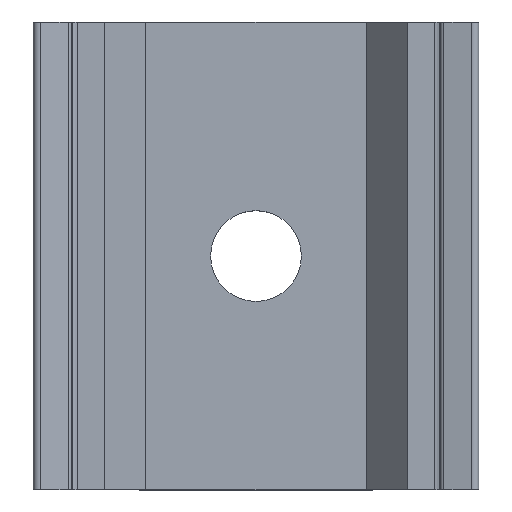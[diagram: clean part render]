
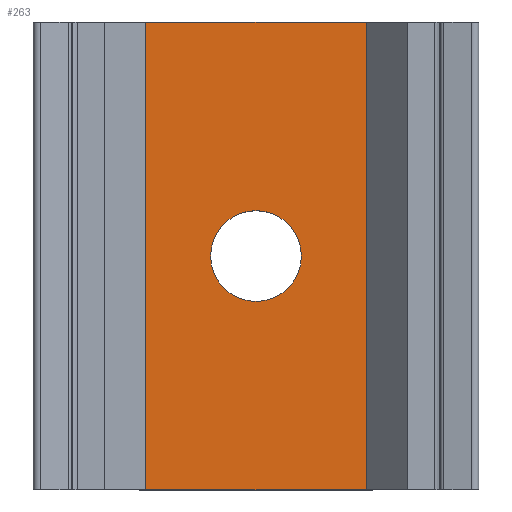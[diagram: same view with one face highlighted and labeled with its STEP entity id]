
A CAD part, top view. The second image highlights one B-rep face of the part: STEP entity #263.
In plain terms, the highlighted planar face has unit normal (0, 0, 1).
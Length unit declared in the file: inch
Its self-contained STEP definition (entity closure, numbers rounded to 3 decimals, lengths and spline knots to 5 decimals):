
#1 = CARTESIAN_POINT ( 'NONE',  ( -0.64, -1.05911, -0.03622 ) ) ;
#31 = EDGE_CURVE ( 'NONE', #1221, #1301, #973, .T. ) ;
#55 = CARTESIAN_POINT ( 'NONE',  ( -0.64, -0.38982, -0.03622 ) ) ;
#61 = AXIS2_PLACEMENT_3D ( 'NONE', #942, #340, #746 ) ;
#77 = EDGE_LOOP ( 'NONE', ( #695, #657 ) ) ;
#165 = CARTESIAN_POINT ( 'NONE',  ( -0.64, 0.27948, -0.03622 ) ) ;
#225 = VECTOR ( 'NONE', #792, 39.37008 ) ;
#257 = DIRECTION ( 'NONE',  ( 0., 0., 1. ) ) ;
#263 = ADVANCED_FACE ( 'NONE', ( #846, #1242 ), #350, .T. ) ;
#267 = EDGE_CURVE ( 'NONE', #832, #674, #1238, .T. ) ;
#297 = LINE ( 'NONE', #1, #1074 ) ;
#306 = VERTEX_POINT ( 'NONE', #629 ) ;
#329 = ORIENTED_EDGE ( 'NONE', *, *, #828, .T. ) ;
#340 = DIRECTION ( 'NONE',  ( 0., 0., 1. ) ) ;
#350 = PLANE ( 'NONE',  #985 ) ;
#394 = DIRECTION ( 'NONE',  ( -1., 0., 0. ) ) ;
#443 = CARTESIAN_POINT ( 'NONE',  ( -0.64, 0.27948, -0.03622 ) ) ;
#454 = AXIS2_PLACEMENT_3D ( 'NONE', #55, #257, #456 ) ;
#456 = DIRECTION ( 'NONE',  ( 0., 1., 0. ) ) ;
#460 = EDGE_CURVE ( 'NONE', #1221, #1281, #782, .T. ) ;
#464 = CARTESIAN_POINT ( 'NONE',  ( -0.95496, 0.27948, -0.03622 ) ) ;
#474 = CARTESIAN_POINT ( 'NONE',  ( -0.95496, 0.27948, -0.03622 ) ) ;
#556 = CARTESIAN_POINT ( 'NONE',  ( -0.64, -0.25989, -0.03622 ) ) ;
#568 = DIRECTION ( 'NONE',  ( -1., 0., 0. ) ) ;
#571 = EDGE_CURVE ( 'NONE', #1281, #306, #297, .T. ) ;
#572 = CARTESIAN_POINT ( 'NONE',  ( -0.32504, 0.27948, -0.03622 ) ) ;
#617 = ORIENTED_EDGE ( 'NONE', *, *, #31, .T. ) ;
#629 = CARTESIAN_POINT ( 'NONE',  ( -0.95496, -1.05911, -0.03622 ) ) ;
#657 = ORIENTED_EDGE ( 'NONE', *, *, #267, .F. ) ;
#674 = VERTEX_POINT ( 'NONE', #845 ) ;
#686 = VECTOR ( 'NONE', #863, 39.37008 ) ;
#695 = ORIENTED_EDGE ( 'NONE', *, *, #1020, .F. ) ;
#699 = CARTESIAN_POINT ( 'NONE',  ( -0.32504, 0.27948, -0.03622 ) ) ;
#700 = ORIENTED_EDGE ( 'NONE', *, *, #571, .F. ) ;
#746 = DIRECTION ( 'NONE',  ( 0., 1., 0. ) ) ;
#782 = LINE ( 'NONE', #572, #225 ) ;
#792 = DIRECTION ( 'NONE',  ( 0., -1., 0. ) ) ;
#828 = EDGE_CURVE ( 'NONE', #1301, #306, #1165, .T. ) ;
#832 = VERTEX_POINT ( 'NONE', #556 ) ;
#841 = DIRECTION ( 'NONE',  ( 0., 1., 0. ) ) ;
#845 = CARTESIAN_POINT ( 'NONE',  ( -0.64, -0.51974, -0.03622 ) ) ;
#846 = FACE_BOUND ( 'NONE', #77, .T. ) ;
#863 = DIRECTION ( 'NONE',  ( 0., -1., 0. ) ) ;
#873 = CIRCLE ( 'NONE', #454, 0.12992 ) ;
#942 = CARTESIAN_POINT ( 'NONE',  ( -0.64, -0.38982, -0.03622 ) ) ;
#948 = DIRECTION ( 'NONE',  ( 0., 0., 1. ) ) ;
#973 = LINE ( 'NONE', #165, #1258 ) ;
#985 = AXIS2_PLACEMENT_3D ( 'NONE', #443, #948, #841 ) ;
#1020 = EDGE_CURVE ( 'NONE', #674, #832, #873, .T. ) ;
#1061 = CARTESIAN_POINT ( 'NONE',  ( -0.32504, -1.05911, -0.03622 ) ) ;
#1074 = VECTOR ( 'NONE', #394, 39.37008 ) ;
#1165 = LINE ( 'NONE', #474, #686 ) ;
#1193 = EDGE_LOOP ( 'NONE', ( #700, #1226, #617, #329 ) ) ;
#1221 = VERTEX_POINT ( 'NONE', #699 ) ;
#1226 = ORIENTED_EDGE ( 'NONE', *, *, #460, .F. ) ;
#1238 = CIRCLE ( 'NONE', #61, 0.12992 ) ;
#1242 = FACE_OUTER_BOUND ( 'NONE', #1193, .T. ) ;
#1258 = VECTOR ( 'NONE', #568, 39.37008 ) ;
#1281 = VERTEX_POINT ( 'NONE', #1061 ) ;
#1301 = VERTEX_POINT ( 'NONE', #464 ) ;
